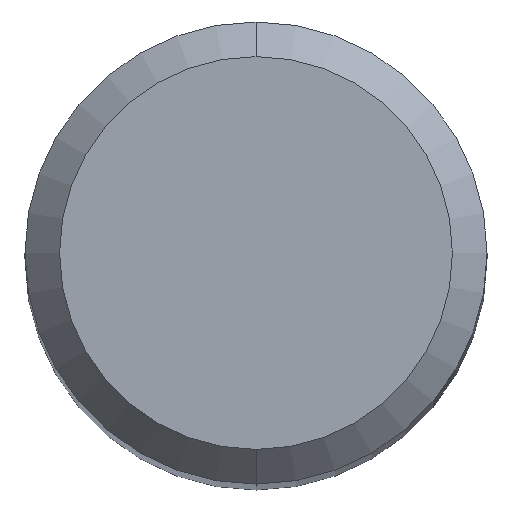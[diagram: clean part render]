
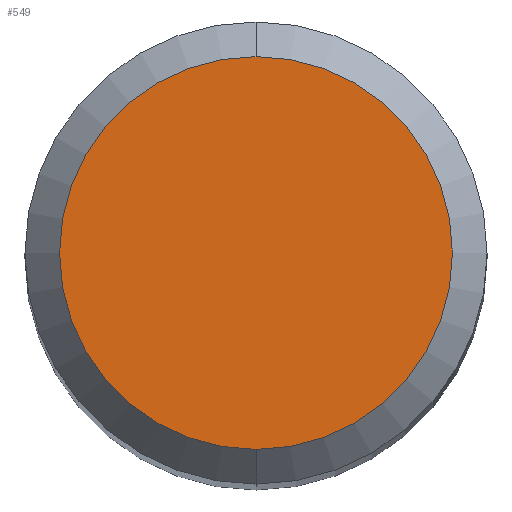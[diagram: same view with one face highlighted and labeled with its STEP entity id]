
A CAD part, top view. The second image highlights one B-rep face of the part: STEP entity #549.
In plain terms, the highlighted planar face has unit normal (0, 0, 1).
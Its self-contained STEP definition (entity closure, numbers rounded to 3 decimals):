
#549=ADVANCED_FACE('',(#1389),#1390,.T.);
#639=VERTEX_POINT('',#1486);
#655=VERTEX_POINT('',#1503);
#895=EDGE_CURVE('',#639,#655,#1769,.T.);
#1069=EDGE_CURVE('',#655,#639,#1955,.T.);
#1389=FACE_OUTER_BOUND('',#2636,.T.);
#1390=PLANE('',#2637);
#1486=CARTESIAN_POINT('',(0.,-1.7,0.0));
#1503=CARTESIAN_POINT('',(0.0,1.7,0.0));
#1769=CIRCLE('',#4496,1.7);
#1955=CIRCLE('',#5116,1.7);
#2636=EDGE_LOOP('',(#6023,#6024));
#2637=AXIS2_PLACEMENT_3D('',#6025,#6026,#6027);
#4496=AXIS2_PLACEMENT_3D('',#6424,#6425,#6426);
#5116=AXIS2_PLACEMENT_3D('',#6592,#6593,#6594);
#6023=ORIENTED_EDGE('',*,*,#1069,.F.);
#6024=ORIENTED_EDGE('',*,*,#895,.F.);
#6025=CARTESIAN_POINT('',(0.0,0.85,0.0));
#6026=DIRECTION('',(-0.0,0.0,1.0));
#6027=DIRECTION('',(0.0,-1.0,0.0));
#6424=CARTESIAN_POINT('',(0.0,0.0,0.0));
#6425=DIRECTION('',(0.0,0.0,-1.0));
#6426=DIRECTION('',(0.0,1.0,0.0));
#6592=CARTESIAN_POINT('',(0.0,0.0,0.0));
#6593=DIRECTION('',(0.0,0.0,-1.0));
#6594=DIRECTION('',(0.0,1.0,0.0));
